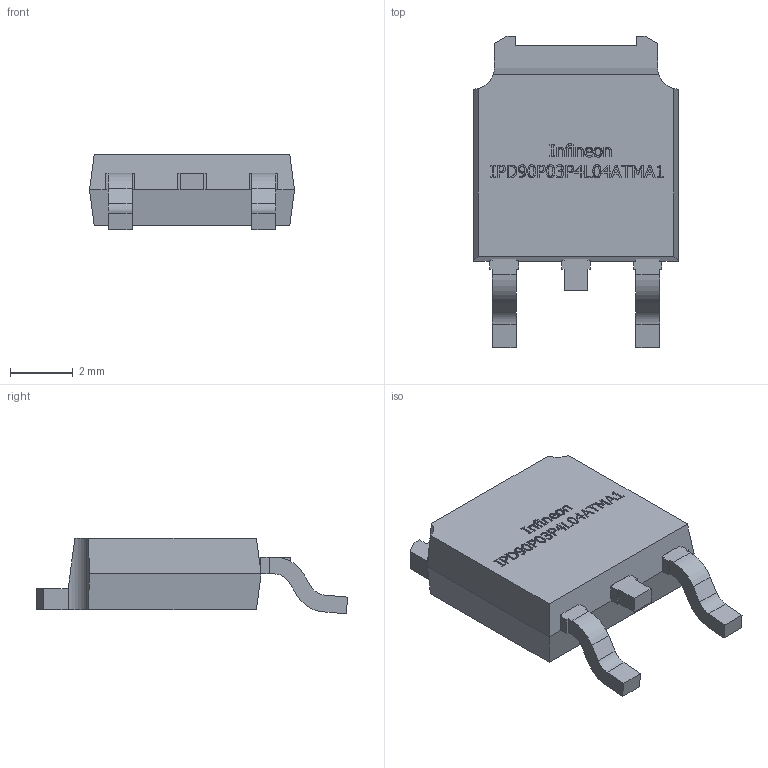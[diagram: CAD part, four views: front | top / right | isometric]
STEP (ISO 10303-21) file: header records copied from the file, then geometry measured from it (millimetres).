
FILE_DESCRIPTION( ( '' ), ' ' );
FILE_NAME( '5b776a272b4bb80e5d4f399d.step', '2018-08-18T00:36:55', ( '' ), ( '' ), ' ', ' ', ' ' );
FILE_SCHEMA( ( 'AUTOMOTIVE_DESIGN { 1 0 10303 214 1 1 1 1 }' ) );
Length unit declared in the file: metre
Products named in the file (5): Open CASCADE STEP translator 6.8 2; Open CASCADE STEP translator 6.8 1
Bounding box: 6.54 x 9.94 x 2.42 mm (x, y, z)
Volume: 92.1 mm3; surface area: 181.4 mm2
Topology: 5 solids, 5 shells, 481 faces, 1282 edges, 852 vertices
Faces by surface type: plane 324, extrusion 122, cylinder 32, bspline 3
Entity records: 26288 total; most frequent: CARTESIAN_POINT 4461, ORIENTED_EDGE 2564, DIRECTION 1916, STYLED_ITEM 1763, PRESENTATION_STYLE_ASSIGNMENT 1763, COLOUR_RGB 1763, EDGE_CURVE 1282, CURVE_STYLE 1282
